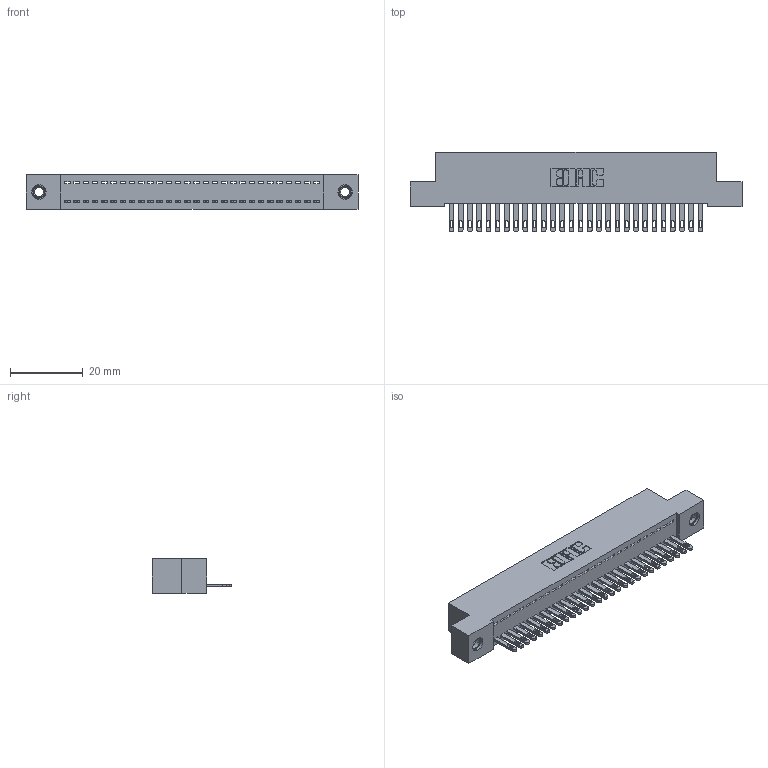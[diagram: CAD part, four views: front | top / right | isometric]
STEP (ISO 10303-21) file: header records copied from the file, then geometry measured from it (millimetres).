
FILE_DESCRIPTION (( 'STEP AP203' ), '1' );
FILE_NAME ('342-028-500-107.STEP', '2019-10-02T02:25:44', ( '' ), ( '' ), 'SwSTEP 2.0', 'SolidWorks 2016', '' );
FILE_SCHEMA (( 'CONFIG_CONTROL_DESIGN' ));
Length unit declared in the file: inch
Products named in the file (4): 342 Part_TI; 345-292-001_345-293-100; 345-250-001_345-250-005-103; 342-028-500-107
Assembly tree (31 placements, depth 2):
  342-028-500-107
    342 Part_TI
    345-292-001_345-293-100  x28
    345-250-001_345-250-005-103  x2
Bounding box: 91.44 x 21.85 x 9.4 mm (x, y, z)
Volume: 7970.5 mm3; surface area: 11530.3 mm2
Topology: 31 solids, 31 shells, 1682 faces, 5139 edges, 3418 vertices
Faces by surface type: plane 1106, cylinder 560, cone 12, torus 4
Entity records: 19912 total; most frequent: CARTESIAN_POINT 3417, ORIENTED_EDGE 3374, DIRECTION 2945, EDGE_CURVE 1687, VECTOR 1535, LINE 1535, VERTEX_POINT 1120, AXIS2_PLACEMENT_3D 705
